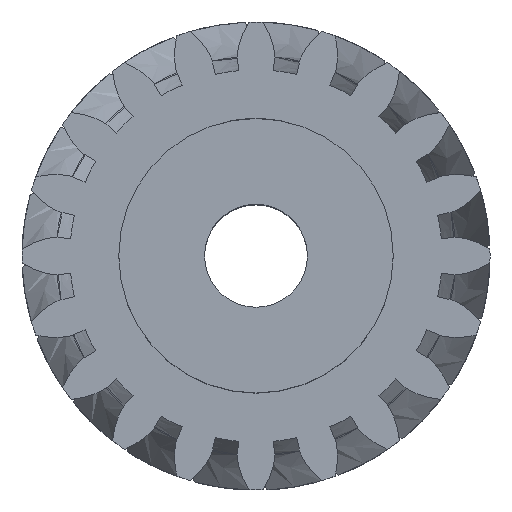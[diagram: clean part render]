
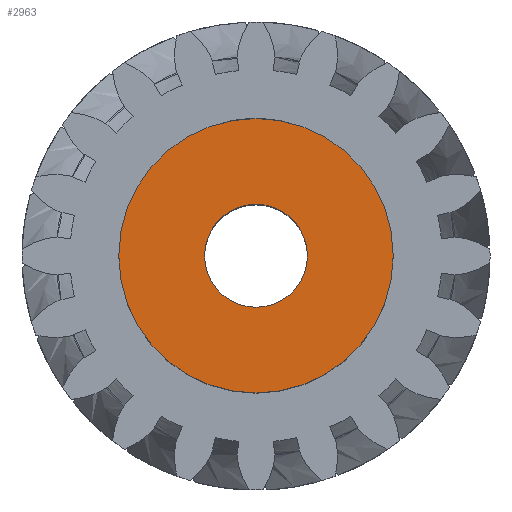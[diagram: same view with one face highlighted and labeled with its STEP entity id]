
A CAD part, top view. The second image highlights one B-rep face of the part: STEP entity #2963.
In plain terms, the highlighted planar face has unit normal (0, 0, 1).
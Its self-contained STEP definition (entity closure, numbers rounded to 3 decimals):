
#320=PLANE('',#3153);
#328=FACE_BOUND('',#598,.T.);
#332=CIRCLE('',#3145,3.);
#335=CIRCLE('',#3151,8.);
#423=FACE_OUTER_BOUND('',#597,.T.);
#597=EDGE_LOOP('',(#1968));
#598=EDGE_LOOP('',(#1969));
#1110=VERTEX_POINT('',#3740);
#1113=VERTEX_POINT('',#3751);
#1447=EDGE_CURVE('',#1110,#1110,#332,.T.);
#1451=EDGE_CURVE('',#1113,#1113,#335,.T.);
#1968=ORIENTED_EDGE('',*,*,#1451,.F.);
#1969=ORIENTED_EDGE('',*,*,#1447,.F.);
#2963=ADVANCED_FACE('',(#423,#328),#320,.F.);
#3145=AXIS2_PLACEMENT_3D('',#3742,#3272,#3273);
#3151=AXIS2_PLACEMENT_3D('',#3752,#3285,#3286);
#3153=AXIS2_PLACEMENT_3D('',#3756,#3290,#3291);
#3272=DIRECTION('center_axis',(0.,0.,1.));
#3273=DIRECTION('ref_axis',(1.,0.,0.));
#3285=DIRECTION('center_axis',(0.,0.,-1.));
#3286=DIRECTION('ref_axis',(-1.,0.,0.));
#3290=DIRECTION('center_axis',(0.,0.,-1.));
#3291=DIRECTION('ref_axis',(-1.,0.,0.));
#3740=CARTESIAN_POINT('',(-3.,0.,7.5));
#3742=CARTESIAN_POINT('Origin',(0.,0.,7.5));
#3751=CARTESIAN_POINT('',(8.,0.,7.5));
#3752=CARTESIAN_POINT('Origin',(0.,0.,
7.5));
#3756=CARTESIAN_POINT('Origin',(0.,0.,
7.5));
